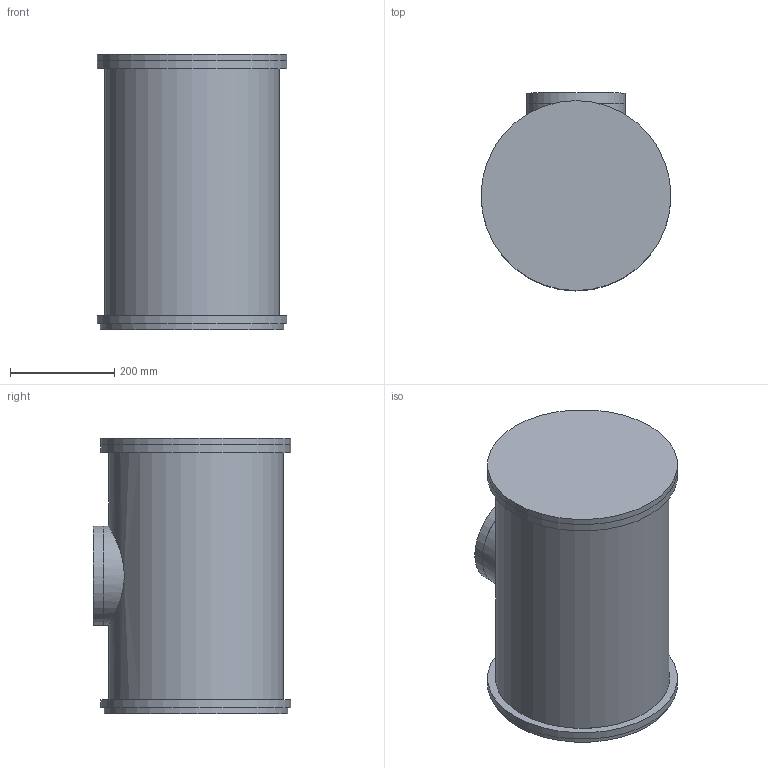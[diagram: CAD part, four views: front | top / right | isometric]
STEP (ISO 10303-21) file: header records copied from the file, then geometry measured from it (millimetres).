
FILE_DESCRIPTION(('FreeCAD Model'),'2;1');
FILE_NAME('output/everything.step','2017-04-23T08:34:07',('FreeCAD'),( 'FreeCAD'),'Open CASCADE STEP processor 7.1','FreeCAD','Unknown');
FILE_SCHEMA(('AUTOMOTIVE_DESIGN_CC2 { 1 2 10303 214 -1 1 5 4 }'));
Length unit declared in the file: millimetre
Products named in the file (24): Open CASCADE STEP translator 7.1 3; Open CASCADE STEP translator 7.1 3.1; Open CASCADE STEP translator 7.1 3.2; Open CASCADE STEP translator 7.1 3.3; Open CASCADE STEP translator 7.1 3.4; Open CASCADE STEP translator 7.1 3.5; Open CASCADE STEP translator 7.1 3.6; Open CASCADE STEP translator 7.1 3.7; Open CASCADE STEP translator 7.1 3.8; Open CASCADE STEP translator 7.1 3.9; Open CASCADE STEP translator 7.1 3.10; Open CASCADE STEP translator 7.1 3.11; Open CASCADE STEP translator 7.1 3.12; Open CASCADE STEP translator 7.1 3.13; Open CASCADE STEP translator 7.1 3.14; Open CASCADE STEP translator 7.1 3.15; Open CASCADE STEP translator 7.1 3.16; Open CASCADE STEP translator 7.1 3.17; Open CASCADE STEP translator 7.1 3.18; Open CASCADE STEP translator 7.1 3.19; Open CASCADE STEP translator 7.1 3.20; Open CASCADE STEP translator 7.1 3.21; Open CASCADE STEP translator 7.1 3.22; Open CASCADE STEP translator 7.1 3.23
Assembly tree (23 placements, depth 2):
  Open CASCADE STEP translator 7.1 3
    Open CASCADE STEP translator 7.1 3.1
    Open CASCADE STEP translator 7.1 3.2
    Open CASCADE STEP translator 7.1 3.3
    Open CASCADE STEP translator 7.1 3.4
    Open CASCADE STEP translator 7.1 3.5
    Open CASCADE STEP translator 7.1 3.6
    Open CASCADE STEP translator 7.1 3.7
    Open CASCADE STEP translator 7.1 3.8
    Open CASCADE STEP translator 7.1 3.9
    Open CASCADE STEP translator 7.1 3.10
    Open CASCADE STEP translator 7.1 3.11
    Open CASCADE STEP translator 7.1 3.12
    Open CASCADE STEP translator 7.1 3.13
    Open CASCADE STEP translator 7.1 3.14
    Open CASCADE STEP translator 7.1 3.15
    Open CASCADE STEP translator 7.1 3.16
    Open CASCADE STEP translator 7.1 3.17
    Open CASCADE STEP translator 7.1 3.18
    Open CASCADE STEP translator 7.1 3.19
    Open CASCADE STEP translator 7.1 3.20
    Open CASCADE STEP translator 7.1 3.21
    Open CASCADE STEP translator 7.1 3.22
    Open CASCADE STEP translator 7.1 3.23
Bounding box: 365 x 380 x 528.4 mm (x, y, z)
Volume: 5622376.6 mm3; surface area: 1966068.5 mm2
Topology: 22 solids, 23 shells, 668 faces, 1635 edges, 1067 vertices
Faces by surface type: cylinder 355, plane 283, bspline 16, cone 10, torus 4
Full cylindrical faces by diameter (mm): 1.75 x16, 2.2 x8, 3 x2, 3.2 x46, 14.4 x2, 17.5 x2, 106.5 x1, 186.5 x1, 190.5 x2, 194 x2, 300 x1, 315 x2, 331 x1, 335 x1, 352.8 x1, 365 x3
Entity records: 20963 total; most frequent: CARTESIAN_POINT 3900, DIRECTION 3685, ORIENTED_EDGE 3266, EDGE_CURVE 1635, AXIS2_PLACEMENT_3D 1400, VERTEX_POINT 1067, FACE_BOUND 887, EDGE_LOOP 887
